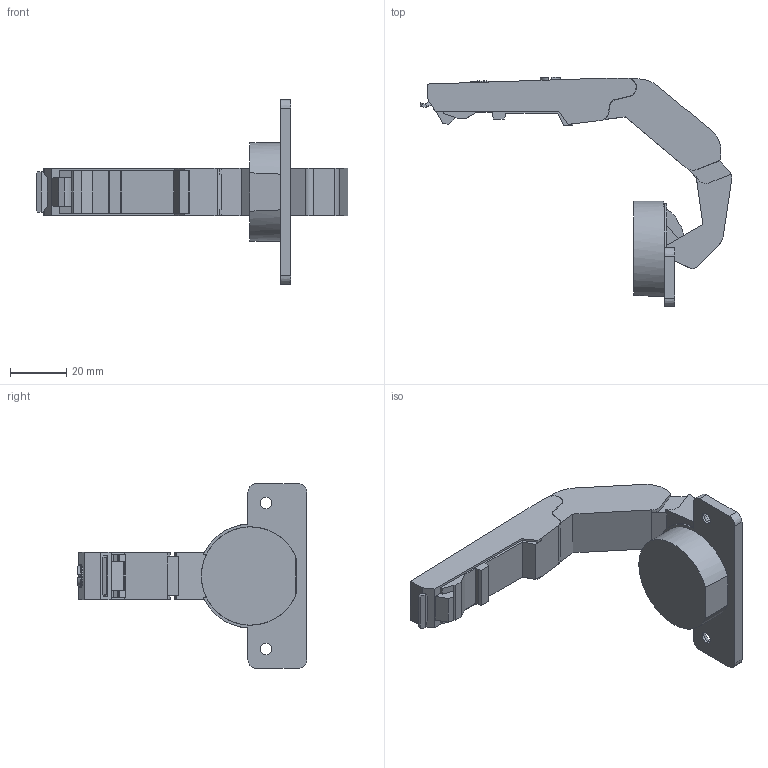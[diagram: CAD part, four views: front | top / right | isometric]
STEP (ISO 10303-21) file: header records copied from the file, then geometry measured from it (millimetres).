
FILE_DESCRIPTION((''),'2;1');
FILE_NAME('721-0PM0-SD3DCL','2022-11-09T12:47:15',('marino.prodan'),('Audax d.o.o.'),'CREO PARAMETRIC BY PTC INC, 2021304','CREO PARAMETRIC BY PTC INC, 2021304','');
FILE_SCHEMA(('AUTOMOTIVE_DESIGN { 1 0 10303 214 1 1 1 1 }'));
Length unit declared in the file: millimetre
Products named in the file (1): 721-0PM0-SD3DCL
Bounding box: 111.05 x 81.72 x 65.83 mm (x, y, z)
Volume: 44021.3 mm3; surface area: 17339.2 mm2
Topology: 1 solids, 2 shells, 276 faces, 787 edges, 524 vertices
Faces by surface type: plane 170, cylinder 70, cone 24, sphere 8, bspline 2, torus 2
Entity records: 9532 total; most frequent: CARTESIAN_POINT 1815, ORIENTED_EDGE 1574, DIRECTION 1518, EDGE_CURVE 787, VERTEX_POINT 524, VECTOR 520, LINE 520, AXIS2_PLACEMENT_3D 499
